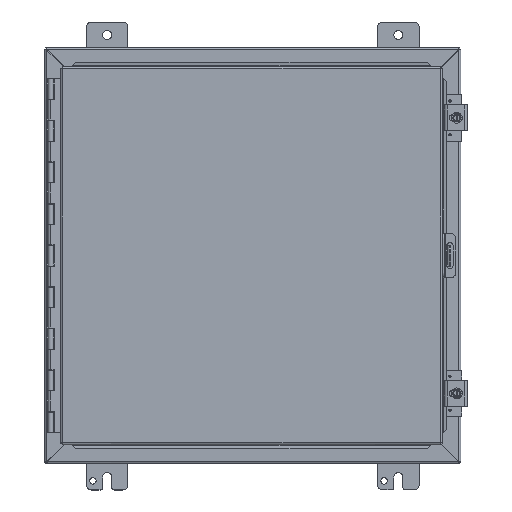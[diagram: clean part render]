
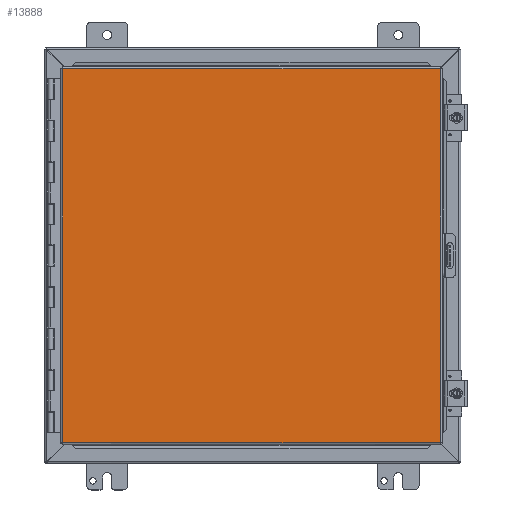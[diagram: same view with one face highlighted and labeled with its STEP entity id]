
A CAD part, top view. The second image highlights one B-rep face of the part: STEP entity #13888.
In plain terms, the highlighted face is planar.
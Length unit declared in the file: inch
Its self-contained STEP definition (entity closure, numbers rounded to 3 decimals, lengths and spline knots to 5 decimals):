
#13045=CARTESIAN_POINT('',(-9.08225,-8.9885,0.));
#13046=VERTEX_POINT('',#13045);
#13057=CARTESIAN_POINT('',(9.08225,-8.9885,0.));
#13058=VERTEX_POINT('',#13057);
#13059=CARTESIAN_POINT('',(9.08225,-8.9885,0.0));
#13060=DIRECTION('',(-1.0,0.0,0.0));
#13061=VECTOR('',#13060,18.1645);
#13062=LINE('',#13059,#13061);
#13063=EDGE_CURVE('',#13058,#13046,#13062,.T.);
#13179=CARTESIAN_POINT('',(-9.08225,8.9885,0.));
#13180=VERTEX_POINT('',#13179);
#13278=CARTESIAN_POINT('',(9.08225,8.9885,0.));
#13279=VERTEX_POINT('',#13278);
#13290=CARTESIAN_POINT('',(-9.08225,8.9885,0.0));
#13291=DIRECTION('',(1.0,0.0,0.0));
#13292=VECTOR('',#13291,18.1645);
#13293=LINE('',#13290,#13292);
#13294=EDGE_CURVE('',#13180,#13279,#13293,.T.);
#13599=CARTESIAN_POINT('',(-9.08225,-8.9885,0.0));
#13600=DIRECTION('',(0.0,1.0,0.0));
#13601=VECTOR('',#13600,17.977);
#13602=LINE('',#13599,#13601);
#13603=EDGE_CURVE('',#13046,#13180,#13602,.T.);
#13693=CARTESIAN_POINT('',(9.08225,8.9885,0.0));
#13694=DIRECTION('',(0.0,-1.0,0.0));
#13695=VECTOR('',#13694,17.977);
#13696=LINE('',#13693,#13695);
#13697=EDGE_CURVE('',#13279,#13058,#13696,.T.);
#13877=CARTESIAN_POINT('',(0.,0.,0.0));
#13878=DIRECTION('',(0.0,0.0,1.0));
#13879=DIRECTION('',(1.0,0.0,0.0));
#13880=AXIS2_PLACEMENT_3D('',#13877,#13878,#13879);
#13881=PLANE('',#13880);
#13882=ORIENTED_EDGE('',*,*,#13603,.T.);
#13883=ORIENTED_EDGE('',*,*,#13294,.T.);
#13884=ORIENTED_EDGE('',*,*,#13697,.T.);
#13885=ORIENTED_EDGE('',*,*,#13063,.T.);
#13886=EDGE_LOOP('',(#13882,#13883,#13884,#13885));
#13887=FACE_OUTER_BOUND('',#13886,.T.);
#13888=ADVANCED_FACE('',(#13887),#13881,.F.);
